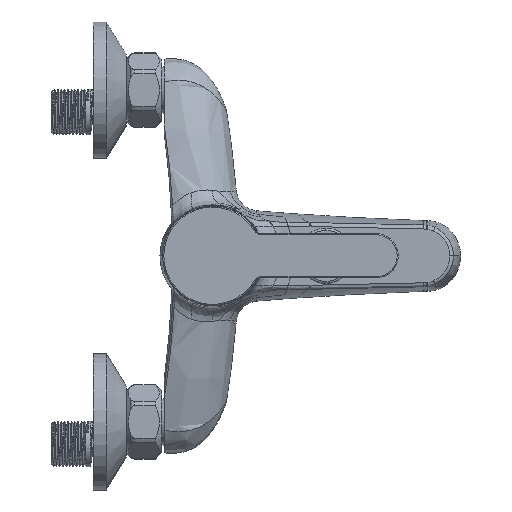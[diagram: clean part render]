
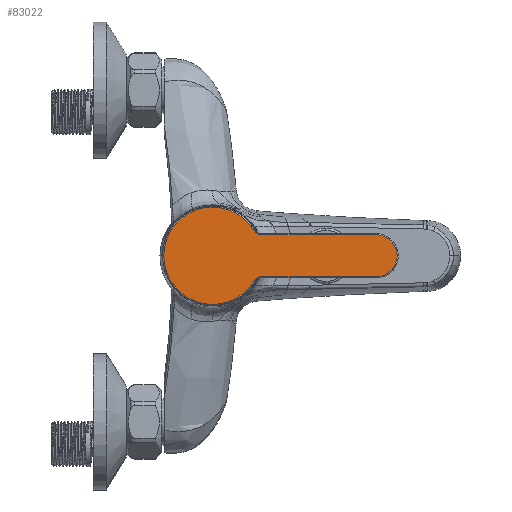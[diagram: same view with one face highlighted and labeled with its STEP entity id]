
A CAD part, top view. The second image highlights one B-rep face of the part: STEP entity #83022.
In plain terms, the highlighted face is planar.
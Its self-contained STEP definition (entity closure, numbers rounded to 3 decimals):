
#74305=CARTESIAN_POINT('',(0.,-74.,0.));
#74306=DIRECTION('',(0.,0.,-1.));
#74307=DIRECTION('',(1.,0.,0.));
#74308=AXIS2_PLACEMENT_3D('',#74305,#74306,#74307);
#74310=DIRECTION('',(0.,-1.,0.));
#74311=VECTOR('',#74310,52.063);
#74312=CARTESIAN_POINT('',(9.5,-21.937,0.));
#74313=LINE('',#74312,#74311);
#74314=CARTESIAN_POINT('',(13.,-21.937,0.));
#74315=DIRECTION('',(0.,0.,1.));
#74316=DIRECTION('',(-0.51,0.86,0.));
#74317=AXIS2_PLACEMENT_3D('',#74314,#74315,#74316);
#74319=CARTESIAN_POINT('',(-13.,-21.937,0.));
#74320=DIRECTION('',(0.,0.,1.));
#74321=DIRECTION('',(1.,0.,0.));
#74322=AXIS2_PLACEMENT_3D('',#74319,#74320,#74321);
#74324=DIRECTION('',(0.,1.,0.));
#74325=VECTOR('',#74324,52.063);
#74326=CARTESIAN_POINT('',(-9.5,-74.,0.));
#74327=LINE('',#74326,#74325);
#74348=CARTESIAN_POINT('',(0.,0.,0.));
#74349=DIRECTION('',(0.,0.,-1.));
#74350=DIRECTION('',(-0.51,-0.86,0.));
#74351=AXIS2_PLACEMENT_3D('',#74348,#74349,#74350);
#81023=CARTESIAN_POINT('',(9.5,-74.,0.));
#81024=CARTESIAN_POINT('',(-9.5,-74.,0.));
#81025=VERTEX_POINT('',#81023);
#81026=VERTEX_POINT('',#81024);
#81031=CARTESIAN_POINT('',(-9.5,-21.937,0.));
#81032=VERTEX_POINT('',#81031);
#81035=CARTESIAN_POINT('',(-11.216,-18.926,
0.));
#81036=VERTEX_POINT('',#81035);
#81045=CARTESIAN_POINT('',(11.216,-18.926,
0.));
#81046=CARTESIAN_POINT('',(9.5,-21.937,
0.));
#81047=VERTEX_POINT('',#81045);
#81048=VERTEX_POINT('',#81046);
#83003=CARTESIAN_POINT('',(0.,0.,0.));
#83004=DIRECTION('',(0.,0.,1.));
#83005=DIRECTION('',(1.,0.,0.));
#83006=AXIS2_PLACEMENT_3D('',#83003,#83004,#83005);
#83007=PLANE('',#83006);
#83009=ORIENTED_EDGE('',*,*,#83008,.F.);
#83011=ORIENTED_EDGE('',*,*,#83010,.F.);
#83013=ORIENTED_EDGE('',*,*,#83012,.F.);
#83015=ORIENTED_EDGE('',*,*,#83014,.F.);
#83017=ORIENTED_EDGE('',*,*,#83016,.F.);
#83019=ORIENTED_EDGE('',*,*,#83018,.F.);
#83020=EDGE_LOOP('',(#83009,#83011,#83013,#83015,#83017,#83019));
#83021=FACE_OUTER_BOUND('',#83020,.F.);
#83022=ADVANCED_FACE('',(#83021),#83007,.F.);
#74309=CIRCLE('',#74308,9.5);
#74318=CIRCLE('',#74317,3.5);
#74323=CIRCLE('',#74322,3.5);
#74352=CIRCLE('',#74351,22.);
#83008=EDGE_CURVE('',#81025,#81026,#74309,.T.);
#83010=EDGE_CURVE('',#81048,#81025,#74313,.T.);
#83012=EDGE_CURVE('',#81047,#81048,#74318,.T.);
#83014=EDGE_CURVE('',#81036,#81047,#74352,.T.);
#83016=EDGE_CURVE('',#81032,#81036,#74323,.T.);
#83018=EDGE_CURVE('',#81026,#81032,#74327,.T.);
